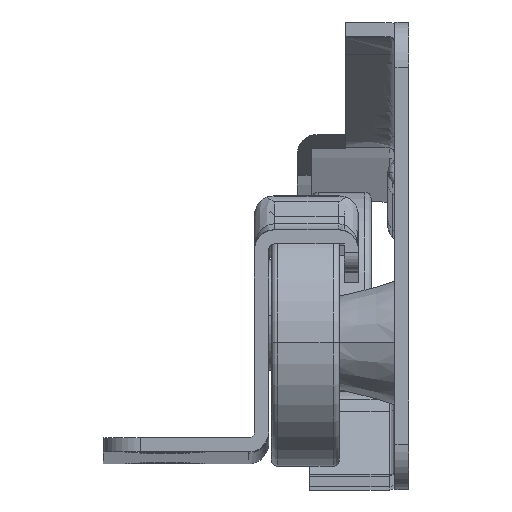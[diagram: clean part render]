
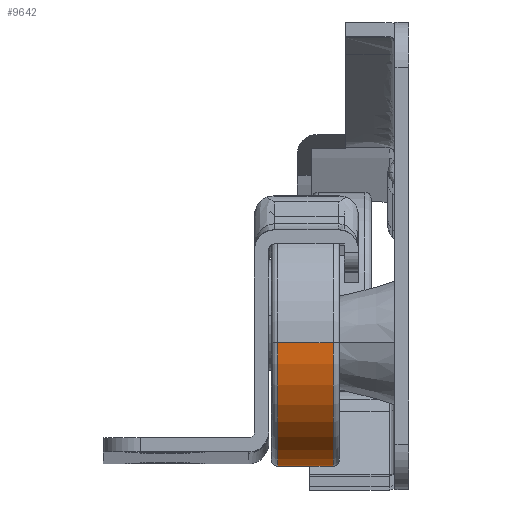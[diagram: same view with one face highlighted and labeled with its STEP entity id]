
A CAD part, top view. The second image highlights one B-rep face of the part: STEP entity #9642.
In plain terms, the highlighted cylindrical face has radius 10 mm (diameter 20 mm), a partial arc.
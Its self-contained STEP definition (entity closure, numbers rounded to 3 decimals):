
#329 = LINE ( 'NONE', #12432, #3199 ) ;
#1015 = CARTESIAN_POINT ( 'NONE',  ( -11.016, 5., 489.44 ) ) ;
#1629 = VECTOR ( 'NONE', #1630, 1000. ) ;
#1630 = DIRECTION ( 'NONE',  ( 1., 0., 0. ) ) ;
#1802 = CIRCLE ( 'NONE', #10199, 10. ) ;
#2153 = EDGE_CURVE ( 'NONE', #5850, #8344, #6963, .T. ) ;
#2322 = CARTESIAN_POINT ( 'NONE',  ( -15.516, 5., 509.44 ) ) ;
#2435 = CARTESIAN_POINT ( 'NONE',  ( -16.016, 5., 509.44 ) ) ;
#2498 = LINE ( 'NONE', #2435, #1629 ) ;
#2499 = DIRECTION ( 'NONE',  ( 0., 0., -1. ) ) ;
#2634 = EDGE_CURVE ( 'NONE', #8626, #8839, #1802, .T. ) ;
#2898 = ORIENTED_EDGE ( 'NONE', *, *, #2634, .F. ) ;
#2995 = AXIS2_PLACEMENT_3D ( 'NONE', #6407, #11429, #11613 ) ;
#3199 = VECTOR ( 'NONE', #4362, 1000. ) ;
#4362 = DIRECTION ( 'NONE',  ( 1., 0., 0. ) ) ;
#4597 = CARTESIAN_POINT ( 'NONE',  ( -15.516, 5., 499.44 ) ) ;
#5050 = EDGE_LOOP ( 'NONE', ( #2898, #10260, #12449, #9106 ) ) ;
#5110 = CYLINDRICAL_SURFACE ( 'NONE', #9448, 10. ) ;
#5167 = DIRECTION ( 'NONE',  ( 1., 0., 0. ) ) ;
#5850 = VERTEX_POINT ( 'NONE', #11609 ) ;
#6407 = CARTESIAN_POINT ( 'NONE',  ( -11.016, 5., 499.44 ) ) ;
#6615 = EDGE_CURVE ( 'NONE', #8839, #5850, #2498, .T. ) ;
#6963 = CIRCLE ( 'NONE', #2995, 10. ) ;
#7931 = CARTESIAN_POINT ( 'NONE',  ( -16.016, 5., 499.44 ) ) ;
#8344 = VERTEX_POINT ( 'NONE', #1015 ) ;
#8626 = VERTEX_POINT ( 'NONE', #11843 ) ;
#8839 = VERTEX_POINT ( 'NONE', #2322 ) ;
#9106 = ORIENTED_EDGE ( 'NONE', *, *, #6615, .F. ) ;
#9116 = DIRECTION ( 'NONE',  ( 0., 0., 1. ) ) ;
#9448 = AXIS2_PLACEMENT_3D ( 'NONE', #7931, #5167, #9116 ) ;
#9642 = ADVANCED_FACE ( 'NONE', ( #9659 ), #5110, .T. ) ;
#9659 = FACE_OUTER_BOUND ( 'NONE', #5050, .T. ) ;
#10199 = AXIS2_PLACEMENT_3D ( 'NONE', #4597, #11491, #2499 ) ;
#10260 = ORIENTED_EDGE ( 'NONE', *, *, #12912, .T. ) ;
#11429 = DIRECTION ( 'NONE',  ( 1., 0., 0. ) ) ;
#11491 = DIRECTION ( 'NONE',  ( -1., 0., 0. ) ) ;
#11609 = CARTESIAN_POINT ( 'NONE',  ( -11.016, 5., 509.44 ) ) ;
#11613 = DIRECTION ( 'NONE',  ( 0., 0., -1. ) ) ;
#11843 = CARTESIAN_POINT ( 'NONE',  ( -15.516, 5., 489.44 ) ) ;
#12432 = CARTESIAN_POINT ( 'NONE',  ( -16.016, 5., 489.44 ) ) ;
#12449 = ORIENTED_EDGE ( 'NONE', *, *, #2153, .F. ) ;
#12912 = EDGE_CURVE ( 'NONE', #8626, #8344, #329, .T. ) ;
